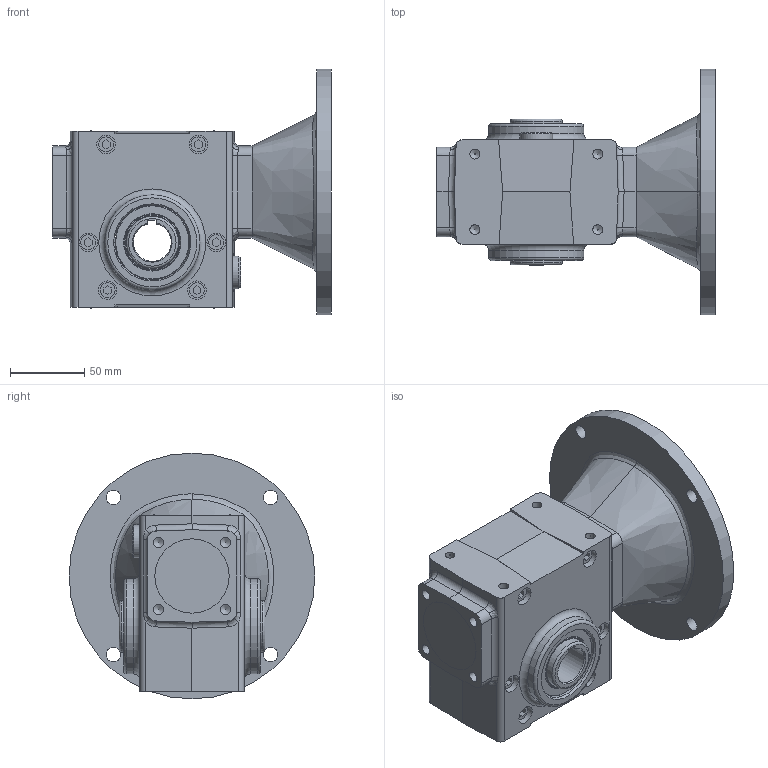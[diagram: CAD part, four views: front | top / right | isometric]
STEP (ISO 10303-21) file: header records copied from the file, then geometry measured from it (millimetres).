
FILE_DESCRIPTION(/* description */ ('Unknown'),/* implementation_level */ '2;1');
FILE_NAME(/* name */ 'B021120.WAAU1--',/* time_stamp */ '2022-09-27T16:52:09-04:00',/* author */ ('Unknown'),/* organization */ ('Unknown'),/* preprocessor_version */ 'ST-DEVELOPER v18.1',/* originating_system */ 'Solid Edge',/* authorisation */ 'Unknown');
FILE_SCHEMA (('AUTOMOTIVE_DESIGN {1 0 10303 214 3 1 1}'));
Length unit declared in the file: millimetre
Products named in the file (3): B021120.WAAU1--; B02-1-CP; B02U-CP
Assembly tree (2 placements, depth 2):
  B021120.WAAU1--
    B02-1-CP
    B02U-CP
Bounding box: 187.41 x 165.1 x 165.1 mm (x, y, z)
Volume: 1120517 mm3; surface area: 206487.5 mm2
Topology: 11 solids, 11 shells, 500 faces, 1162 edges, 760 vertices
Faces by surface type: plane 267, cylinder 125, cone 50, torus 37, bspline 21
Full cylindrical faces by diameter (mm): 0.5 x1, 0.508 x3, 6 x6, 6.647 x8, 6.917 x8, 8.8 x4, 9.6 x4, 10 x6, 12.5 x12, 12.7 x1, 12.85 x4, 21.996 x2, 26 x2, 34.92 x2, 35 x2, 35.015 x2, 37.861 x2, 39 x1, 39.793 x1, 39.86 x2, 43 x1, 46.387 x2, 50 x2, 50.12 x2, 58.82 x1, 63.84 x2, 114.323 x1, 165.1 x1
Entity records: 17395 total; most frequent: CARTESIAN_POINT 3927, DIRECTION 2196, ORIENTED_EDGE 1900, EDGE_CURVE 950, AXIS2_PLACEMENT_3D 847, FACE_BOUND 773, EDGE_LOOP 757, VERTEX_POINT 723
